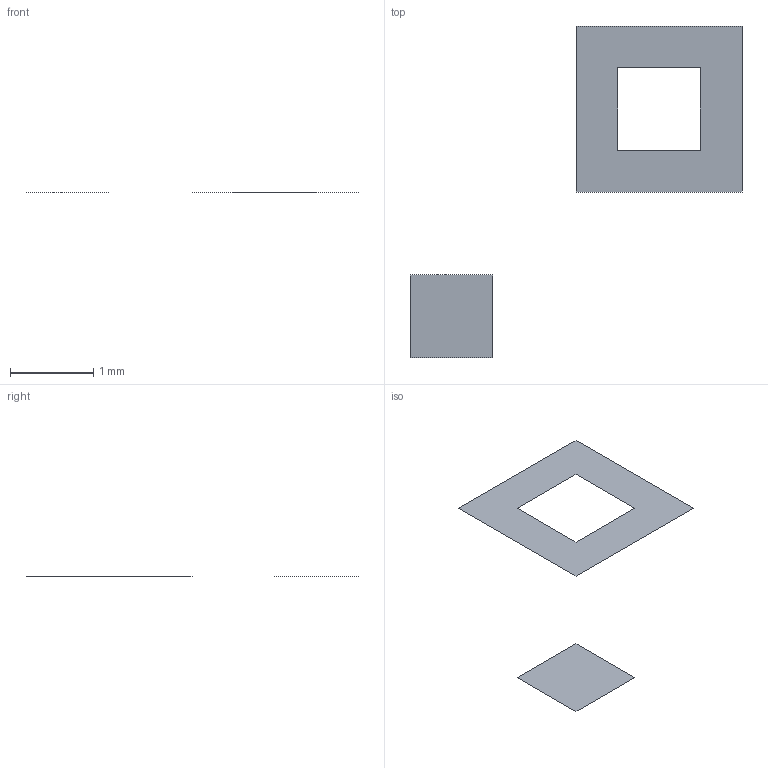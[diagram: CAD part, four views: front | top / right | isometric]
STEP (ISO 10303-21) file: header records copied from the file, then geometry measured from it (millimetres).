
FILE_DESCRIPTION(('Open CASCADE Model'),'2;1');
FILE_NAME('Open CASCADE Shape Model','2024-09-12T23:13:54',('Author'),( 'Open CASCADE'),'Open CASCADE STEP processor 7.7','Open CASCADE 7.7' ,'Unknown');
FILE_SCHEMA(('AUTOMOTIVE_DESIGN { 1 0 10303 214 1 1 1 1 }'));
Length unit declared in the file: millimetre
Products named in the file (3): Open CASCADE STEP translator 7.7 4; Open CASCADE STEP translator 7.7 4.1; Open CASCADE STEP translator 7.7 4.2
Assembly tree (2 placements, depth 2):
  Open CASCADE STEP translator 7.7 4
    Open CASCADE STEP translator 7.7 4.1
    Open CASCADE STEP translator 7.7 4.2
Bounding box: 4 x 4 x 0 mm (x, y, z)
Surface area: 4 mm2 (no closed solid volume)
Topology: 0 solids, 2 shells, 2 faces, 12 edges, 12 vertices
Faces by surface type: plane 2
Entity records: 254 total; most frequent: CARTESIAN_POINT 41, DIRECTION 34, LINE 24, VECTOR 24, ORIENTED_EDGE 12, EDGE_CURVE 12, VERTEX_POINT 12, SURFACE_CURVE 12
